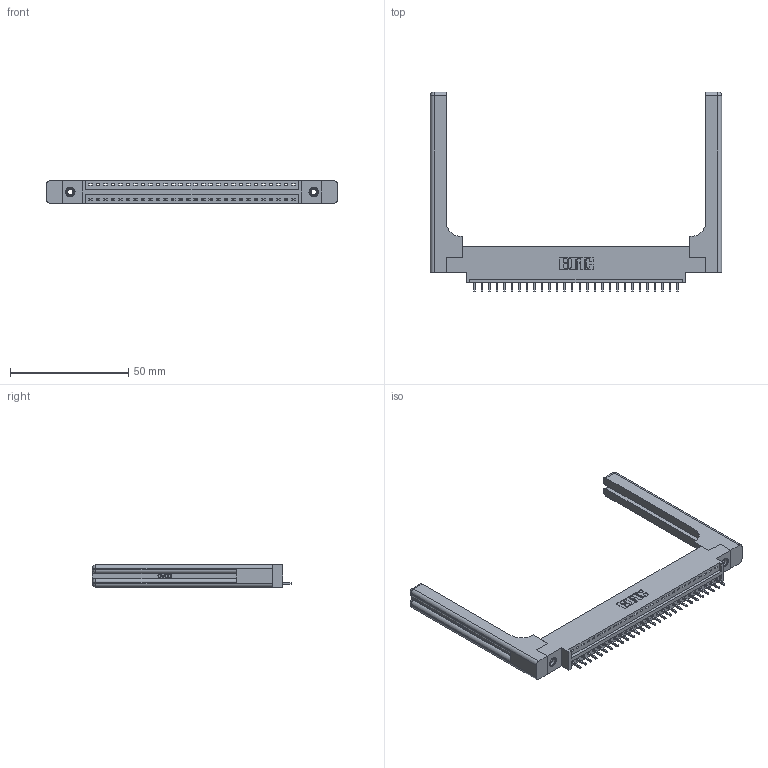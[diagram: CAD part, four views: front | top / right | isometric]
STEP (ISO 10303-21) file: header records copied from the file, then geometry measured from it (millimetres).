
FILE_DESCRIPTION (( 'STEP AP203' ), '1' );
FILE_NAME ('396-028-521-658.STEP', '2019-10-27T08:35:00', ( '' ), ( '' ), 'SwSTEP 2.0', 'SolidWorks 2016', '' );
FILE_SCHEMA (( 'CONFIG_CONTROL_DESIGN' ));
Length unit declared in the file: inch
Products named in the file (5): 346 Part_0.170 Offset - 0.156 Dia-TH; 346-220-058_345-220-058; 396-028-521-658; 345-250-001_345-250-001-102; 345-292-001_345-293-121
Assembly tree (33 placements, depth 2):
  396-028-521-658
    346 Part_0.170 Offset - 0.156 Dia-TH
    345-292-001_345-293-121  x28
    345-250-001_345-250-001-102  x2
    346-220-058_345-220-058  x2
Bounding box: 122.96 x 84.33 x 9.4 mm (x, y, z)
Volume: 18957.8 mm3; surface area: 19159.7 mm2
Topology: 33 solids, 33 shells, 2006 faces, 5935 edges, 3898 vertices
Faces by surface type: plane 1348, cylinder 598, bspline 36, cone 12, sphere 8, torus 4
Entity records: 24594 total; most frequent: CARTESIAN_POINT 5201, ORIENTED_EDGE 3960, DIRECTION 3536, EDGE_CURVE 1980, VECTOR 1644, LINE 1644, VERTEX_POINT 1310, AXIS2_PLACEMENT_3D 946
